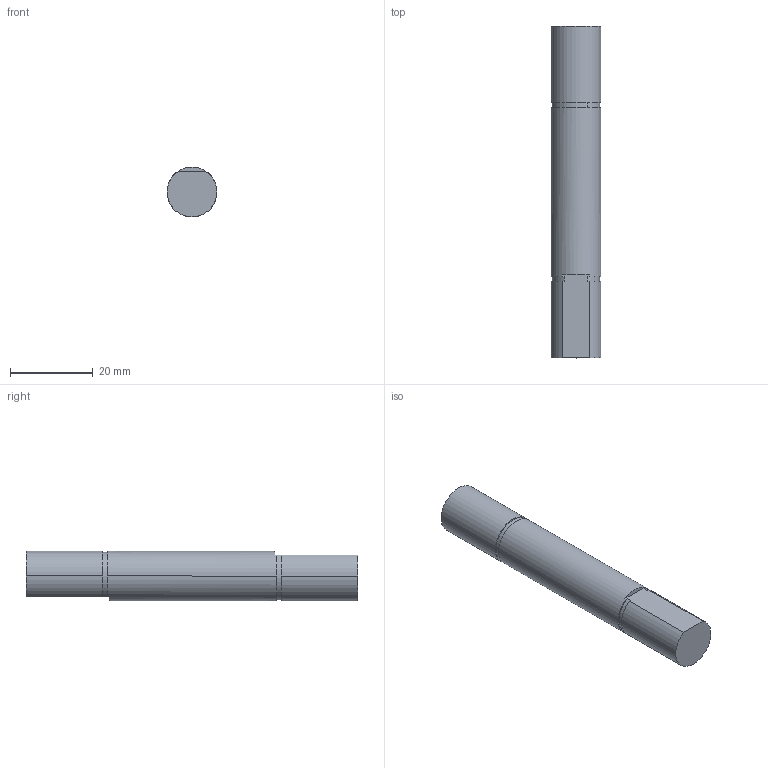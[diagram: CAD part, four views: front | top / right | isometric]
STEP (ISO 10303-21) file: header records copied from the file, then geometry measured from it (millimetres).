
FILE_DESCRIPTION(('CATIA V5 STEP Exchange'),'2;1');
FILE_NAME('VSOTR1100-Z014 - Fe - 40 Pcs.stp','2022-08-03T12:21:58+00:00',('none'),('none'),'CATIA Version 5 Release 21 GA (IN-10)','CATIA V5 STEP AP214','none');
FILE_SCHEMA(('AUTOMOTIVE_DESIGN { 1 0 10303 214 1 1 1 1 }'));
Length unit declared in the file: millimetre
Products named in the file (1): VSOTR1100-Z014
Bounding box: 12 x 80 x 12 mm (x, y, z)
Volume: 8851 mm3; surface area: 3253.5 mm2
Topology: 1 solids, 1 shells, 22 faces, 60 edges, 40 vertices
Faces by surface type: cylinder 12, plane 10
Entity records: 656 total; most frequent: ORIENTED_EDGE 120, CARTESIAN_POINT 113, DIRECTION 84, EDGE_CURVE 60, AXIS2_PLACEMENT_3D 41, VERTEX_POINT 40, VECTOR 32, LINE 32
